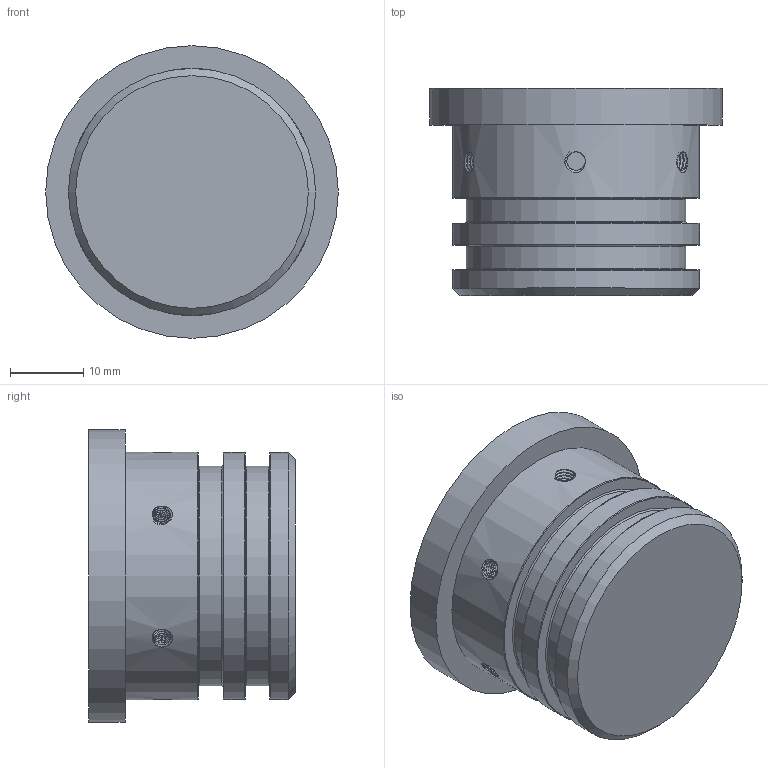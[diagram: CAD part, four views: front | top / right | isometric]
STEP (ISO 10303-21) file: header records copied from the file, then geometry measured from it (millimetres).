
FILE_DESCRIPTION(/* description */ (''),/* implementation_level */ '2;1');
FILE_NAME(/* name */ 'Bouchon alu .step',/* time_stamp */ '2022-01-02T13:12:30+01:00',/* author */ (''),/* organization */ (''),/* preprocessor_version */ 'ST-DEVELOPER v18.1',/* originating_system */ 'Autodesk Translation Framework v10.10.0.1391',/* authorisation */ '');
FILE_SCHEMA (('AUTOMOTIVE_DESIGN { 1 0 10303 214 3 1 1 }'));
Length unit declared in the file: millimetre
Products named in the file (1): Bouchon alu
Bounding box: 40 x 28.3 x 40 mm (x, y, z)
Volume: 25556.6 mm3; surface area: 6866.8 mm2
Topology: 1 solids, 1 shells, 244 faces, 704 edges, 473 vertices
Faces by surface type: cylinder 210, plane 13, bspline 12, torus 8, cone 1
Full cylindrical faces by diameter (mm): 2.529 x30, 3.086 x48, 30 x2, 33.8 x3, 40 x1
Entity records: 19555 total; most frequent: CARTESIAN_POINT 13980, ORIENTED_EDGE 1408, DIRECTION 763, EDGE_CURVE 704, VERTEX_POINT 473, B_SPLINE_CURVE_WITH_KNOTS 456, AXIS2_PLACEMENT_3D 282, EDGE_LOOP 255
